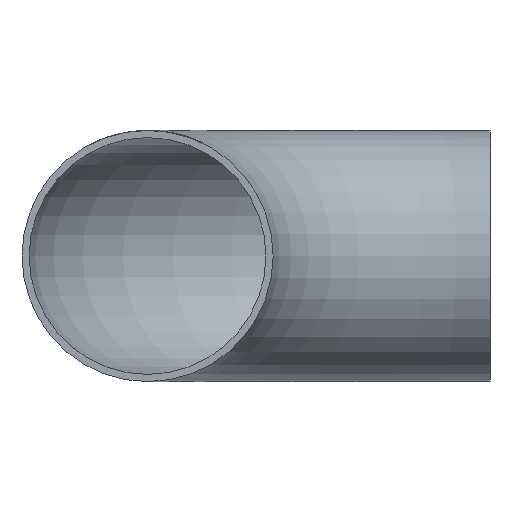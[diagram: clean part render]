
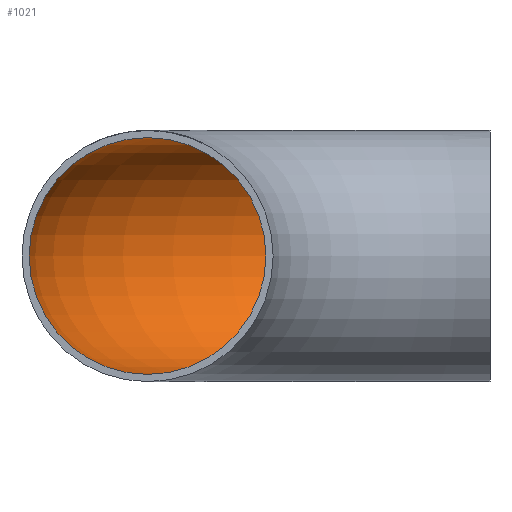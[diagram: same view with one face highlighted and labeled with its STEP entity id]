
A CAD part, front view. The second image highlights one B-rep face of the part: STEP entity #1021.
In plain terms, the highlighted toroidal (fillet/blend) face has major radius 190.5 mm and minor radius 65.85 mm.
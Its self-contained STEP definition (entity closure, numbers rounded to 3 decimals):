
#476 = EDGE_LOOP ( 'NONE', ( #7327 ) ) ;
#642 = CARTESIAN_POINT ( 'NONE',  ( -190.5, 0., 0. ) ) ;
#932 = VERTEX_POINT ( 'NONE', #5082 ) ;
#1021 = ADVANCED_FACE ( 'NONE', ( #1340, #2611 ), #2205, .F. ) ;
#1220 = DIRECTION ( 'NONE',  ( 0., 0., -1. ) ) ;
#1340 = FACE_OUTER_BOUND ( 'NONE', #476, .T. ) ;
#2205 = TOROIDAL_SURFACE ( 'NONE', #6722, 190.5, 65.85 ) ;
#2591 = CARTESIAN_POINT ( 'NONE',  ( 0., 190.5, 0. ) ) ;
#2611 = FACE_OUTER_BOUND ( 'NONE', #7095, .T. ) ;
#2844 = CIRCLE ( 'NONE', #4647, 65.85 ) ;
#2979 = VERTEX_POINT ( 'NONE', #3234 ) ;
#3028 = EDGE_CURVE ( 'NONE', #2979, #2979, #4457, .T. ) ;
#3158 = DIRECTION ( 'NONE',  ( 0., 1., 0. ) ) ;
#3234 = CARTESIAN_POINT ( 'NONE',  ( -190.5, 0., 65.85 ) ) ;
#3775 = DIRECTION ( 'NONE',  ( 0., 0., 1. ) ) ;
#4457 = CIRCLE ( 'NONE', #7953, 65.85 ) ;
#4647 = AXIS2_PLACEMENT_3D ( 'NONE', #2591, #5141, #5752 ) ;
#4962 = DIRECTION ( 'NONE',  ( -1., 0., 0. ) ) ;
#5051 = CARTESIAN_POINT ( 'NONE',  ( 0., 0., 0. ) ) ;
#5082 = CARTESIAN_POINT ( 'NONE',  ( 0., 256.35, 0. ) ) ;
#5141 = DIRECTION ( 'NONE',  ( 1., 0., 0. ) ) ;
#5752 = DIRECTION ( 'NONE',  ( 0., 1., 0. ) ) ;
#6190 = EDGE_CURVE ( 'NONE', #932, #932, #2844, .T. ) ;
#6722 = AXIS2_PLACEMENT_3D ( 'NONE', #5051, #1220, #4962 ) ;
#7095 = EDGE_LOOP ( 'NONE', ( #8146 ) ) ;
#7327 = ORIENTED_EDGE ( 'NONE', *, *, #6190, .T. ) ;
#7953 = AXIS2_PLACEMENT_3D ( 'NONE', #642, #3158, #3775 ) ;
#8146 = ORIENTED_EDGE ( 'NONE', *, *, #3028, .F. ) ;
